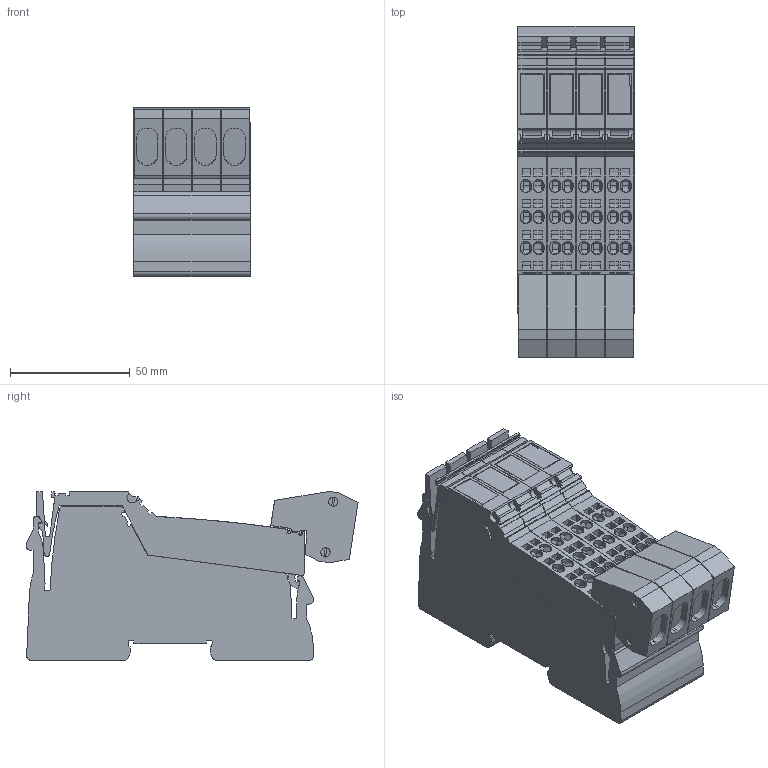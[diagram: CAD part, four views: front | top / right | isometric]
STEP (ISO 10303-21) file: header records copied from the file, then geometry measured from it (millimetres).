
FILE_DESCRIPTION(('Creo Elements/Direct Modeling STEP Export'),'2;1');
FILE_NAME('model.stp','2019-06-19T 4:28:21',(''),(''),'Creo Elements/Direct Modeling STEP processor for AP214 (Solid Model)','Creo Elements/Direct Modeling 20.1A 29-Sep-2018 (C) Parametric Technology GmbH','');
FILE_SCHEMA(('AUTOMOTIVE_DESIGN { 1 0 10303 214 1 1 1 1 }'));
Length unit declared in the file: millimetre
Products named in the file (6): L_L_KGG_TWIN_GN_6021-select; L_L_LWL_YE_HKS_2K_AUSSEN-select; L-L_ST_GN_6021-select.2; L_L_8_GEH_GN_6021-select; L_L_LWL_YE_HKS_2K-select; IB_IL_AO_4_8_U_BP_..._PAC-select
Assembly tree (13 placements, depth 2):
  IB_IL_AO_4_8_U_BP_..._PAC-select
    L_L_LWL_YE_HKS_2K-select  x3
    L-L_ST_GN_6021-select.2  x4
    L_L_8_GEH_GN_6021-select
    L_L_KGG_TWIN_GN_6021-select  x4
    L_L_LWL_YE_HKS_2K_AUSSEN-select
Bounding box: 48.6 x 138.59 x 70.58 mm (x, y, z)
Volume: 351489.9 mm3; surface area: 96871.8 mm2
Topology: 13 solids, 13 shells, 2381 faces, 6277 edges, 4154 vertices
Faces by surface type: plane 2000, cylinder 269, cone 112
Entity records: 43065 total; most frequent: CARTESIAN_POINT 8749, ORIENTED_EDGE 5510, DIRECTION 4937, EDGE_CURVE 2755, VECTOR 2471, LINE 2471, VERTEX_POINT 1829, AXIS2_PLACEMENT_3D 1233
